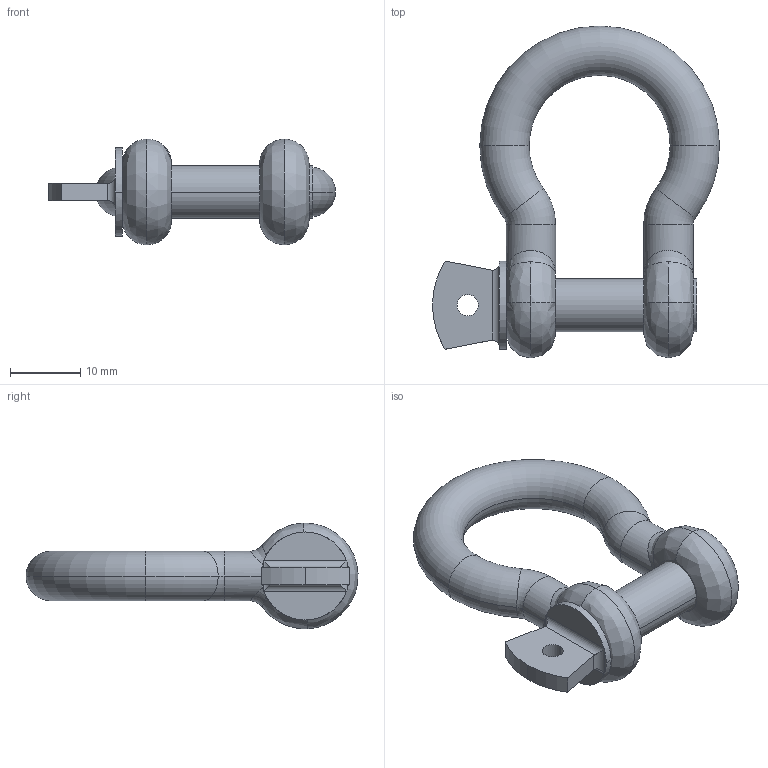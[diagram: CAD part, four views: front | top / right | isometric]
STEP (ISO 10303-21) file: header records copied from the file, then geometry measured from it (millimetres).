
FILE_DESCRIPTION (( 'STEP AP203' ), '1' );
FILE_NAME ('T39200.STEP', '2018-07-23T10:50:22', ( '' ), ( '' ), 'SwSTEP 2.0', 'SolidWorks 2016', '' );
FILE_SCHEMA (( 'CONFIG_CONTROL_DESIGN' ));
Length unit declared in the file: millimetre
Products named in the file (3): T39200; T39200-1; T39200-2
Assembly tree (2 placements, depth 2):
  T39200
    T39200-2
    T39200-1
Bounding box: 40.71 x 47.1 x 15 mm (x, y, z)
Volume: 5863.6 mm3; surface area: 3980.3 mm2
Topology: 2 solids, 2 shells, 58 faces, 145 edges, 86 vertices
Faces by surface type: cylinder 20, bspline 16, plane 12, torus 10
Entity records: 2888 total; most frequent: CARTESIAN_POINT 1280, DIRECTION 283, ORIENTED_EDGE 282, EDGE_CURVE 141, AXIS2_PLACEMENT_3D 127, VERTEX_POINT 86, CIRCLE 80, EDGE_LOOP 63
